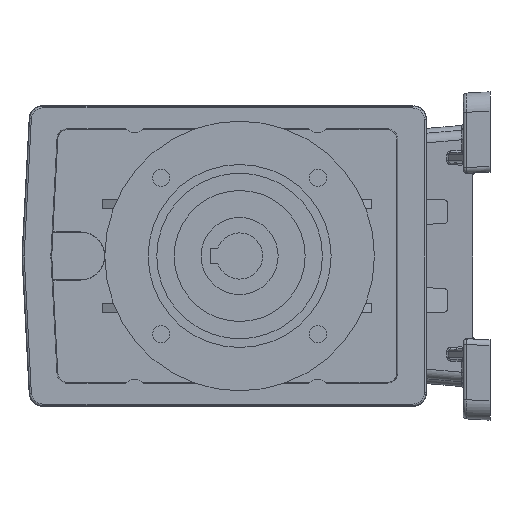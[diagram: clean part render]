
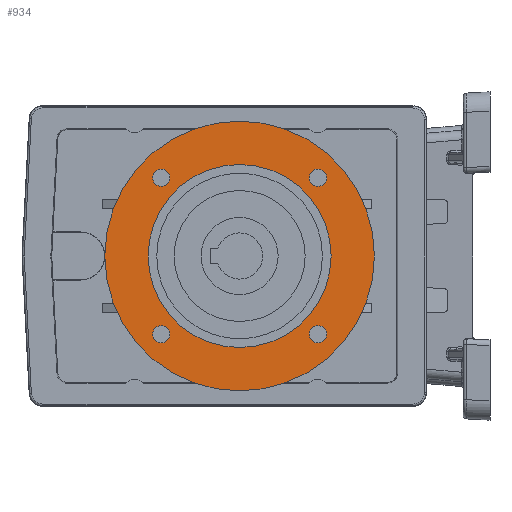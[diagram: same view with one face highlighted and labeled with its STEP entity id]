
A CAD part, left-side view. The second image highlights one B-rep face of the part: STEP entity #934.
In plain terms, the highlighted planar face has unit normal (-1, 0, 0).
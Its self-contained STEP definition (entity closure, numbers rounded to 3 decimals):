
#934 = ADVANCED_FACE( '', ( #2415, #2416, #2417, #2418, #2419, #2420 ), #2421, .F. );
#2415 = FACE_BOUND( '', #6068, .T. );
#2416 = FACE_BOUND( '', #6069, .T. );
#2417 = FACE_BOUND( '', #6070, .T. );
#2418 = FACE_BOUND( '', #6071, .T. );
#2419 = FACE_OUTER_BOUND( '', #6072, .T. );
#2420 = FACE_BOUND( '', #6073, .T. );
#2421 = PLANE( '', #6074 );
#6068 = EDGE_LOOP( '', ( #12542 ) );
#6069 = EDGE_LOOP( '', ( #12543 ) );
#6070 = EDGE_LOOP( '', ( #12544 ) );
#6071 = EDGE_LOOP( '', ( #12545 ) );
#6072 = EDGE_LOOP( '', ( #12546 ) );
#6073 = EDGE_LOOP( '', ( #12547 ) );
#6074 = AXIS2_PLACEMENT_3D( '', #12548, #12549, #12550 );
#12542 = ORIENTED_EDGE( '', *, *, #18350, .T. );
#12543 = ORIENTED_EDGE( '', *, *, #18351, .T. );
#12544 = ORIENTED_EDGE( '', *, *, #18352, .T. );
#12545 = ORIENTED_EDGE( '', *, *, #18353, .T. );
#12546 = ORIENTED_EDGE( '', *, *, #18354, .F. );
#12547 = ORIENTED_EDGE( '', *, *, #18355, .T. );
#12548 = CARTESIAN_POINT( '', ( -57.202, 15., 83.722 ) );
#12549 = DIRECTION( '', ( 1., 0., 0. ) );
#12550 = DIRECTION( '', ( 0., 1., 0. ) );
#18350 = EDGE_CURVE( '', #21192, #21192, #21193, .T. );
#18351 = EDGE_CURVE( '', #21194, #21194, #21195, .T. );
#18352 = EDGE_CURVE( '', #21196, #21196, #21197, .T. );
#18353 = EDGE_CURVE( '', #21198, #21198, #21199, .T. );
#18354 = EDGE_CURVE( '', #21200, #21200, #21201, .T. );
#18355 = EDGE_CURVE( '', #21202, #21202, #21203, .T. );
#21192 = VERTEX_POINT( '', #25565 );
#21193 = CIRCLE( '', #25566, 4.5 );
#21194 = VERTEX_POINT( '', #25567 );
#21195 = CIRCLE( '', #25568, 4.5 );
#21196 = VERTEX_POINT( '', #25569 );
#21197 = CIRCLE( '', #25570, 4.5 );
#21198 = VERTEX_POINT( '', #25571 );
#21199 = CIRCLE( '', #25572, 47.5 );
#21200 = VERTEX_POINT( '', #25573 );
#21201 = CIRCLE( '', #25574, 70. );
#21202 = VERTEX_POINT( '', #25575 );
#21203 = CIRCLE( '', #25576, 4.5 );
#25565 = CARTESIAN_POINT( '', ( -57.202, -30.159, 124.38 ) );
#25566 = AXIS2_PLACEMENT_3D( '', #30871, #30872, #30873 );
#25567 = CARTESIAN_POINT( '', ( -57.202, -25.659, 38.563 ) );
#25568 = AXIS2_PLACEMENT_3D( '', #30874, #30875, #30876 );
#25569 = CARTESIAN_POINT( '', ( -57.202, 60.159, 43.063 ) );
#25570 = AXIS2_PLACEMENT_3D( '', #30877, #30878, #30879 );
#25571 = CARTESIAN_POINT( '', ( -57.202, 15., 131.222 ) );
#25572 = AXIS2_PLACEMENT_3D( '', #30880, #30881, #30882 );
#25573 = CARTESIAN_POINT( '', ( -57.202, 15., 153.722 ) );
#25574 = AXIS2_PLACEMENT_3D( '', #30883, #30884, #30885 );
#25575 = CARTESIAN_POINT( '', ( -57.202, 55.659, 128.88 ) );
#25576 = AXIS2_PLACEMENT_3D( '', #30886, #30887, #30888 );
#30871 = CARTESIAN_POINT( '', ( -57.202, -25.659, 124.38 ) );
#30872 = DIRECTION( '', ( 1., 0., 0. ) );
#30873 = DIRECTION( '', ( 0., -1., 0. ) );
#30874 = CARTESIAN_POINT( '', ( -57.202, -25.659, 43.063 ) );
#30875 = DIRECTION( '', ( 1., 0., 0. ) );
#30876 = DIRECTION( '', ( 0., 0., -1. ) );
#30877 = CARTESIAN_POINT( '', ( -57.202, 55.659, 43.063 ) );
#30878 = DIRECTION( '', ( 1., 0., 0. ) );
#30879 = DIRECTION( '', ( 0., 1., 0. ) );
#30880 = CARTESIAN_POINT( '', ( -57.202, 15., 83.722 ) );
#30881 = DIRECTION( '', ( 1., 0., 0. ) );
#30882 = DIRECTION( '', ( 0., 0., 1. ) );
#30883 = CARTESIAN_POINT( '', ( -57.202, 15., 83.722 ) );
#30884 = DIRECTION( '', ( 1., 0., 0. ) );
#30885 = DIRECTION( '', ( 0., 0., 1. ) );
#30886 = CARTESIAN_POINT( '', ( -57.202, 55.659, 124.38 ) );
#30887 = DIRECTION( '', ( 1., 0., 0. ) );
#30888 = DIRECTION( '', ( 0., 0., 1. ) );
